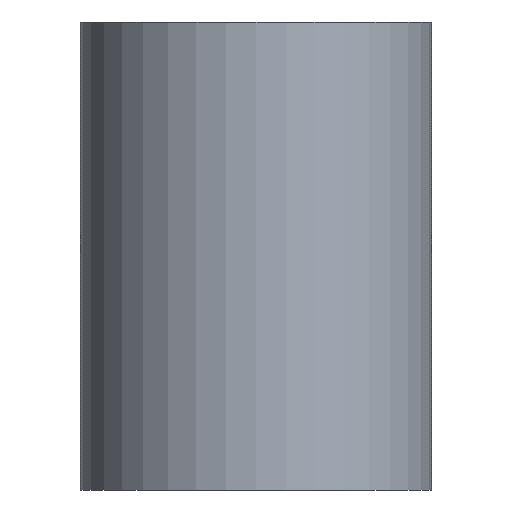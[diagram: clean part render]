
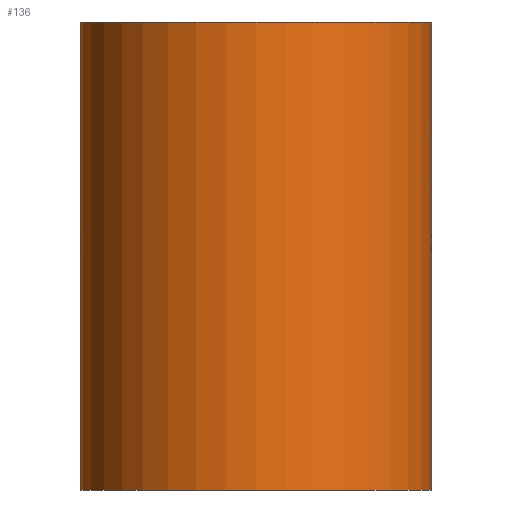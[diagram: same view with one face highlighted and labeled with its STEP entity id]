
A CAD part, front view. The second image highlights one B-rep face of the part: STEP entity #136.
In plain terms, the highlighted cylindrical face has radius 4.763 mm (diameter 9.525 mm), a partial arc.
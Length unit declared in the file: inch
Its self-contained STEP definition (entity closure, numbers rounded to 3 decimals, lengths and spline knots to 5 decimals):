
#1 = DIRECTION ( 'NONE',  ( 0., 0., -1. ) ) ;
#24 = VERTEX_POINT ( 'NONE', #199 ) ;
#29 = AXIS2_PLACEMENT_3D ( 'NONE', #186, #247, #130 ) ;
#33 = CARTESIAN_POINT ( 'NONE',  ( 0.1875, 0., 0. ) ) ;
#38 = LINE ( 'NONE', #42, #44 ) ;
#41 = VERTEX_POINT ( 'NONE', #33 ) ;
#42 = CARTESIAN_POINT ( 'NONE',  ( 0.1875, 0., 0.5 ) ) ;
#44 = VECTOR ( 'NONE', #1, 39.37008 ) ;
#51 = VERTEX_POINT ( 'NONE', #79 ) ;
#53 = DIRECTION ( 'NONE',  ( 0., 0., 1. ) ) ;
#55 = DIRECTION ( 'NONE',  ( -1., 0., 0. ) ) ;
#70 = CIRCLE ( 'NONE', #132, 0.1875 ) ;
#74 = FACE_OUTER_BOUND ( 'NONE', #168, .T. ) ;
#78 = ORIENTED_EDGE ( 'NONE', *, *, #166, .T. ) ;
#79 = CARTESIAN_POINT ( 'NONE',  ( -0.1875, 0., 0. ) ) ;
#115 = EDGE_CURVE ( 'NONE', #51, #41, #70, .T. ) ;
#125 = ORIENTED_EDGE ( 'NONE', *, *, #177, .F. ) ;
#127 = VECTOR ( 'NONE', #206, 39.37008 ) ;
#130 = DIRECTION ( 'NONE',  ( 1., 0., 0. ) ) ;
#132 = AXIS2_PLACEMENT_3D ( 'NONE', #150, #53, #191 ) ;
#136 = ADVANCED_FACE ( 'NONE', ( #74 ), #213, .T. ) ;
#144 = VERTEX_POINT ( 'NONE', #153 ) ;
#146 = CIRCLE ( 'NONE', #29, 0.1875 ) ;
#149 = DIRECTION ( 'NONE',  ( 0., 0., -1. ) ) ;
#150 = CARTESIAN_POINT ( 'NONE',  ( 0., 0., 0. ) ) ;
#153 = CARTESIAN_POINT ( 'NONE',  ( 0.1875, 0., 0.5 ) ) ;
#154 = AXIS2_PLACEMENT_3D ( 'NONE', #174, #149, #55 ) ;
#166 = EDGE_CURVE ( 'NONE', #24, #51, #172, .T. ) ;
#168 = EDGE_LOOP ( 'NONE', ( #223, #125, #78, #204 ) ) ;
#172 = LINE ( 'NONE', #227, #127 ) ;
#174 = CARTESIAN_POINT ( 'NONE',  ( 0., 0., 0.5 ) ) ;
#177 = EDGE_CURVE ( 'NONE', #24, #144, #146, .T. ) ;
#186 = CARTESIAN_POINT ( 'NONE',  ( 0., 0., 0.5 ) ) ;
#191 = DIRECTION ( 'NONE',  ( 1., 0., 0. ) ) ;
#199 = CARTESIAN_POINT ( 'NONE',  ( -0.1875, 0., 0.5 ) ) ;
#204 = ORIENTED_EDGE ( 'NONE', *, *, #115, .T. ) ;
#206 = DIRECTION ( 'NONE',  ( 0., 0., -1. ) ) ;
#213 = CYLINDRICAL_SURFACE ( 'NONE', #154, 0.1875 ) ;
#223 = ORIENTED_EDGE ( 'NONE', *, *, #246, .F. ) ;
#227 = CARTESIAN_POINT ( 'NONE',  ( -0.1875, 0., 0.5 ) ) ;
#246 = EDGE_CURVE ( 'NONE', #144, #41, #38, .T. ) ;
#247 = DIRECTION ( 'NONE',  ( 0., 0., 1. ) ) ;
